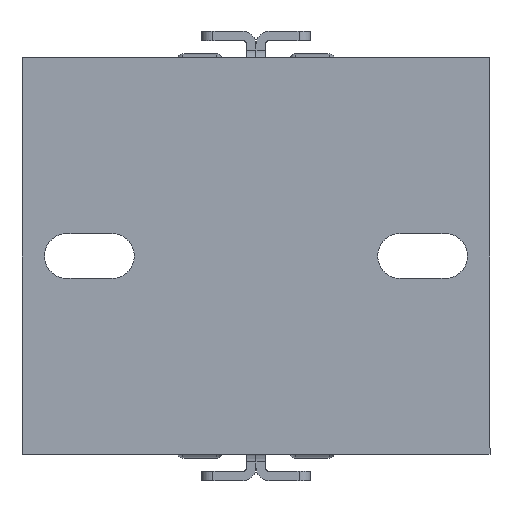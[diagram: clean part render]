
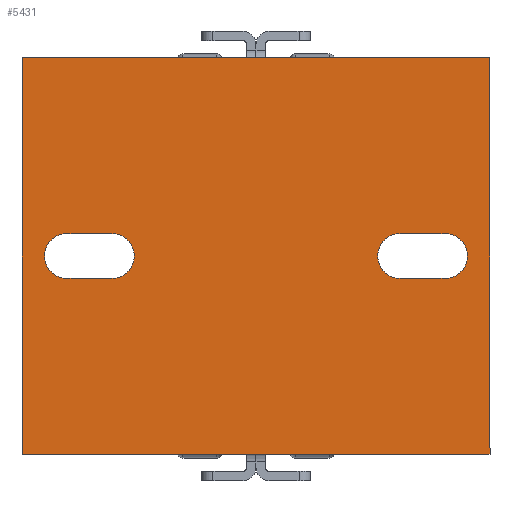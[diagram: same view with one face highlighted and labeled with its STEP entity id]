
A CAD part, front view. The second image highlights one B-rep face of the part: STEP entity #5431.
In plain terms, the highlighted face is planar.
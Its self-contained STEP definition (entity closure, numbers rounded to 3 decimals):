
#378=FACE_BOUND('',#1180,.T.);
#379=FACE_BOUND('',#1181,.T.);
#592=PLANE('',#6448);
#817=FACE_OUTER_BOUND('',#1179,.T.);
#1179=EDGE_LOOP('',(#4542,#4543,#4544,#4545));
#1180=EDGE_LOOP('',(#4546,#4547,#4548,#4549));
#1181=EDGE_LOOP('',(#4550,#4551,#4552,#4553));
#1482=LINE('',#9602,#1787);
#1487=LINE('',#9616,#1792);
#1490=LINE('',#9626,#1795);
#1495=LINE('',#9640,#1800);
#1500=LINE('',#9654,#1805);
#1504=LINE('',#9661,#1809);
#1507=LINE('',#9667,#1812);
#1509=LINE('',#9670,#1814);
#1787=VECTOR('',#7738,10.);
#1792=VECTOR('',#7751,10.);
#1795=VECTOR('',#7762,10.);
#1800=VECTOR('',#7775,10.);
#1805=VECTOR('',#7788,10.);
#1809=VECTOR('',#7794,10.);
#1812=VECTOR('',#7799,10.);
#1814=VECTOR('',#7803,10.);
#2170=CIRCLE('',#6430,6.);
#2172=CIRCLE('',#6434,6.);
#2174=CIRCLE('',#6438,6.);
#2176=CIRCLE('',#6442,6.);
#2572=VERTEX_POINT('',#9600);
#2573=VERTEX_POINT('',#9601);
#2576=VERTEX_POINT('',#9609);
#2578=VERTEX_POINT('',#9615);
#2580=VERTEX_POINT('',#9624);
#2581=VERTEX_POINT('',#9625);
#2584=VERTEX_POINT('',#9633);
#2586=VERTEX_POINT('',#9639);
#2590=VERTEX_POINT('',#9651);
#2591=VERTEX_POINT('',#9653);
#2593=VERTEX_POINT('',#9659);
#2595=VERTEX_POINT('',#9665);
#3245=EDGE_CURVE('',#2572,#2573,#1482,.T.);
#3249=EDGE_CURVE('',#2573,#2576,#2170,.T.);
#3252=EDGE_CURVE('',#2576,#2578,#1487,.T.);
#3255=EDGE_CURVE('',#2578,#2572,#2172,.T.);
#3257=EDGE_CURVE('',#2580,#2581,#1490,.T.);
#3261=EDGE_CURVE('',#2581,#2584,#2174,.T.);
#3264=EDGE_CURVE('',#2584,#2586,#1495,.T.);
#3267=EDGE_CURVE('',#2586,#2580,#2176,.T.);
#3271=EDGE_CURVE('',#2590,#2591,#1500,.T.);
#3275=EDGE_CURVE('',#2593,#2590,#1504,.T.);
#3278=EDGE_CURVE('',#2595,#2593,#1507,.T.);
#3280=EDGE_CURVE('',#2591,#2595,#1509,.T.);
#4542=ORIENTED_EDGE('',*,*,#3280,.F.);
#4543=ORIENTED_EDGE('',*,*,#3271,.F.);
#4544=ORIENTED_EDGE('',*,*,#3275,.F.);
#4545=ORIENTED_EDGE('',*,*,#3278,.F.);
#4546=ORIENTED_EDGE('',*,*,#3252,.T.);
#4547=ORIENTED_EDGE('',*,*,#3255,.T.);
#4548=ORIENTED_EDGE('',*,*,#3245,.T.);
#4549=ORIENTED_EDGE('',*,*,#3249,.T.);
#4550=ORIENTED_EDGE('',*,*,#3264,.T.);
#4551=ORIENTED_EDGE('',*,*,#3267,.T.);
#4552=ORIENTED_EDGE('',*,*,#3257,.T.);
#4553=ORIENTED_EDGE('',*,*,#3261,.T.);
#5431=ADVANCED_FACE('',(#817,#378,#379),#592,.F.);
#6430=AXIS2_PLACEMENT_3D('',#9610,#7744,#7745);
#6434=AXIS2_PLACEMENT_3D('',#9621,#7756,#7757);
#6438=AXIS2_PLACEMENT_3D('',#9634,#7768,#7769);
#6442=AXIS2_PLACEMENT_3D('',#9645,#7780,#7781);
#6448=AXIS2_PLACEMENT_3D('',#9671,#7804,#7805);
#7738=DIRECTION('',(0.,1.,0.));
#7744=DIRECTION('center_axis',(0.,0.,1.));
#7745=DIRECTION('ref_axis',(1.,0.,0.));
#7751=DIRECTION('',(0.,-1.,0.));
#7756=DIRECTION('center_axis',(0.,0.,1.));
#7757=DIRECTION('ref_axis',(-1.,0.,0.));
#7762=DIRECTION('',(0.,1.,0.));
#7768=DIRECTION('center_axis',(0.,0.,1.));
#7769=DIRECTION('ref_axis',(1.,0.,0.));
#7775=DIRECTION('',(0.,-1.,0.));
#7780=DIRECTION('center_axis',(0.,0.,1.));
#7781=DIRECTION('ref_axis',(-1.,0.,0.));
#7788=DIRECTION('',(0.,-1.,0.));
#7794=DIRECTION('',(-1.,0.,0.));
#7799=DIRECTION('',(0.,1.,0.));
#7803=DIRECTION('',(1.,0.,0.));
#7804=DIRECTION('center_axis',(0.,0.,1.));
#7805=DIRECTION('ref_axis',(1.,0.,0.));
#9600=CARTESIAN_POINT('',(59.,12.,0.));
#9601=CARTESIAN_POINT('',(59.,24.,0.));
#9602=CARTESIAN_POINT('',(59.,37.25,0.));
#9609=CARTESIAN_POINT('',(47.,24.,0.));
#9610=CARTESIAN_POINT('Origin',(53.,24.,0.));
#9615=CARTESIAN_POINT('',(47.,12.,0.));
#9616=CARTESIAN_POINT('',(47.,43.25,0.));
#9621=CARTESIAN_POINT('Origin',(53.,12.,0.));
#9624=CARTESIAN_POINT('',(59.,101.,0.));
#9625=CARTESIAN_POINT('',(59.,113.,0.));
#9626=CARTESIAN_POINT('',(59.,81.75,0.));
#9633=CARTESIAN_POINT('',(47.,113.,0.));
#9634=CARTESIAN_POINT('Origin',(53.,113.,0.));
#9639=CARTESIAN_POINT('',(47.,101.,0.));
#9640=CARTESIAN_POINT('',(47.,87.75,0.));
#9645=CARTESIAN_POINT('Origin',(53.,101.,0.));
#9651=CARTESIAN_POINT('',(0.,125.,0.));
#9653=CARTESIAN_POINT('',(0.,0.,0.));
#9654=CARTESIAN_POINT('',(0.,125.,0.));
#9659=CARTESIAN_POINT('',(106.,125.,0.));
#9661=CARTESIAN_POINT('',(106.,125.,0.));
#9665=CARTESIAN_POINT('',(106.,0.,0.));
#9667=CARTESIAN_POINT('',(106.,0.,0.));
#9670=CARTESIAN_POINT('',(0.,0.,0.));
#9671=CARTESIAN_POINT('Origin',(53.,62.5,0.));
